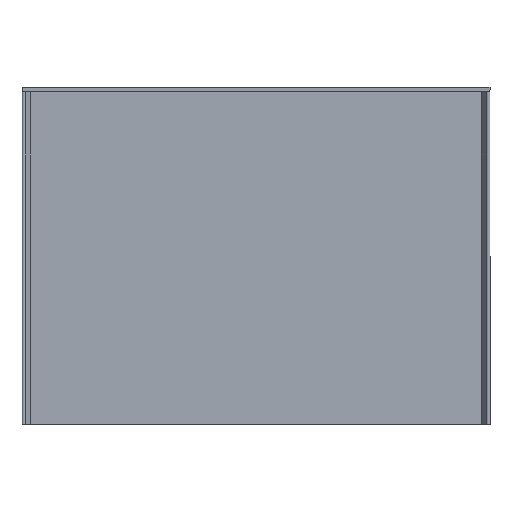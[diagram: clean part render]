
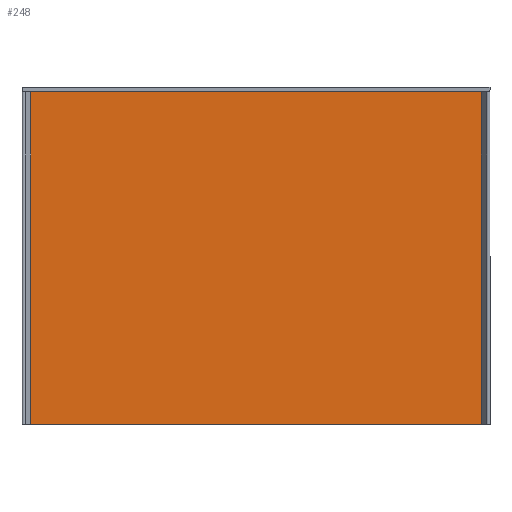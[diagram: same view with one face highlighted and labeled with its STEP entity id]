
A CAD part, front view. The second image highlights one B-rep face of the part: STEP entity #248.
In plain terms, the highlighted planar face has unit normal (0, -1, 0).
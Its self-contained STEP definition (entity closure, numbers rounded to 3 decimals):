
#7 = VECTOR ( 'NONE', #518, 1000. ) ;
#10 = LINE ( 'NONE', #583, #552 ) ;
#38 = ORIENTED_EDGE ( 'NONE', *, *, #567, .T. ) ;
#63 = PLANE ( 'NONE',  #519 ) ;
#74 = DIRECTION ( 'NONE',  ( 1., 0., 0. ) ) ;
#101 = CARTESIAN_POINT ( 'NONE',  ( 103.5, -2., 0. ) ) ;
#115 = VECTOR ( 'NONE', #185, 1000. ) ;
#123 = LINE ( 'NONE', #321, #7 ) ;
#127 = LINE ( 'NONE', #356, #115 ) ;
#129 = CARTESIAN_POINT ( 'NONE',  ( 103.5, -2., 150. ) ) ;
#185 = DIRECTION ( 'NONE',  ( 0., 0., -1. ) ) ;
#206 = VERTEX_POINT ( 'NONE', #326 ) ;
#248 = ADVANCED_FACE ( 'NONE', ( #286 ), #63, .F. ) ;
#262 = VERTEX_POINT ( 'NONE', #101 ) ;
#264 = DIRECTION ( 'NONE',  ( 0., 0., 1. ) ) ;
#267 = DIRECTION ( 'NONE',  ( 0., 1., 0. ) ) ;
#286 = FACE_OUTER_BOUND ( 'NONE', #397, .T. ) ;
#317 = ORIENTED_EDGE ( 'NONE', *, *, #525, .F. ) ;
#321 = CARTESIAN_POINT ( 'NONE',  ( -103.5, -2., 0. ) ) ;
#326 = CARTESIAN_POINT ( 'NONE',  ( -103.5, -2., 150. ) ) ;
#356 = CARTESIAN_POINT ( 'NONE',  ( -103.5, -2., 231. ) ) ;
#369 = ORIENTED_EDGE ( 'NONE', *, *, #460, .T. ) ;
#397 = EDGE_LOOP ( 'NONE', ( #369, #485, #317, #38 ) ) ;
#405 = VECTOR ( 'NONE', #523, 1000. ) ;
#429 = EDGE_CURVE ( 'NONE', #262, #644, #537, .T. ) ;
#456 = CARTESIAN_POINT ( 'NONE',  ( -103.5, -2., 0. ) ) ;
#460 = EDGE_CURVE ( 'NONE', #547, #262, #123, .T. ) ;
#485 = ORIENTED_EDGE ( 'NONE', *, *, #429, .T. ) ;
#518 = DIRECTION ( 'NONE',  ( 1., 0., 0. ) ) ;
#519 = AXIS2_PLACEMENT_3D ( 'NONE', #527, #267, #264 ) ;
#523 = DIRECTION ( 'NONE',  ( 0., 0., 1. ) ) ;
#525 = EDGE_CURVE ( 'NONE', #206, #644, #10, .T. ) ;
#527 = CARTESIAN_POINT ( 'NONE',  ( -103.5, -2., 231. ) ) ;
#537 = LINE ( 'NONE', #572, #405 ) ;
#547 = VERTEX_POINT ( 'NONE', #456 ) ;
#552 = VECTOR ( 'NONE', #74, 1000. ) ;
#567 = EDGE_CURVE ( 'NONE', #206, #547, #127, .T. ) ;
#572 = CARTESIAN_POINT ( 'NONE',  ( 103.5, -2., 231. ) ) ;
#583 = CARTESIAN_POINT ( 'NONE',  ( -103.5, -2., 150. ) ) ;
#644 = VERTEX_POINT ( 'NONE', #129 ) ;
